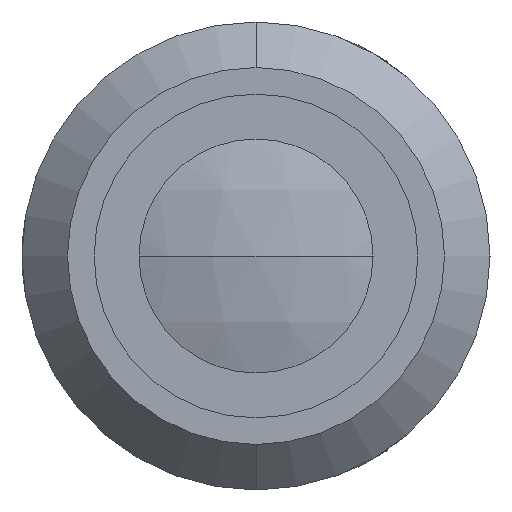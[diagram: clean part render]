
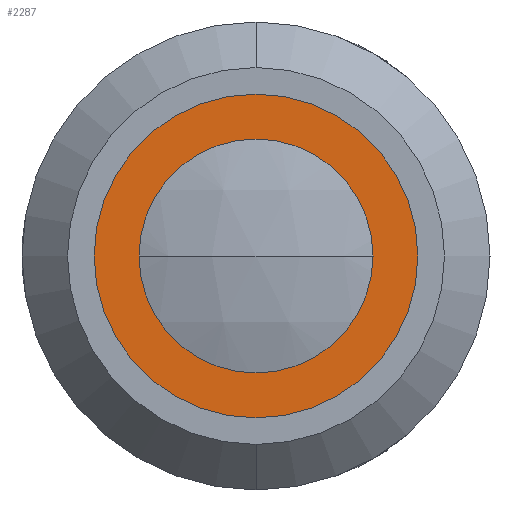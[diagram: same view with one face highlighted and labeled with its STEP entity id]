
A CAD part, left-side view. The second image highlights one B-rep face of the part: STEP entity #2287.
In plain terms, the highlighted planar face has unit normal (-1, 0, 0).
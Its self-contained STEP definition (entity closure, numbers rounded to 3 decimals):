
#158 = DIRECTION ( 'NONE',  ( 1., 0., 0. ) ) ;
#417 = DIRECTION ( 'NONE',  ( -1., 0., 0. ) ) ;
#423 = DIRECTION ( 'NONE',  ( -1., 0., 0. ) ) ;
#471 = DIRECTION ( 'NONE',  ( -1., 0., 0. ) ) ;
#473 = AXIS2_PLACEMENT_3D ( 'NONE', #1202, #471, #1892 ) ;
#478 = AXIS2_PLACEMENT_3D ( 'NONE', #3444, #417, #3123 ) ;
#539 = EDGE_CURVE ( 'NONE', #3060, #555, #3719, .T. ) ;
#552 = VERTEX_POINT ( 'NONE', #4113 ) ;
#555 = VERTEX_POINT ( 'NONE', #1894 ) ;
#572 = DIRECTION ( 'NONE',  ( -1., 0., 0. ) ) ;
#682 = ORIENTED_EDGE ( 'NONE', *, *, #2630, .T. ) ;
#897 = CIRCLE ( 'NONE', #4079, 13.2 ) ;
#1174 = AXIS2_PLACEMENT_3D ( 'NONE', #3206, #158, #3899 ) ;
#1193 = EDGE_CURVE ( 'NONE', #552, #1205, #897, .T. ) ;
#1202 = CARTESIAN_POINT ( 'NONE',  ( 3.5, 0., 0. ) ) ;
#1205 = VERTEX_POINT ( 'NONE', #1642 ) ;
#1463 = CARTESIAN_POINT ( 'NONE',  ( 3.5, 0., 0. ) ) ;
#1545 = FACE_BOUND ( 'NONE', #2952, .T. ) ;
#1642 = CARTESIAN_POINT ( 'NONE',  ( 3.5, 0., 13.2 ) ) ;
#1848 = EDGE_CURVE ( 'NONE', #555, #3060, #2394, .T. ) ;
#1871 = DIRECTION ( 'NONE',  ( 0., 0., 1. ) ) ;
#1892 = DIRECTION ( 'NONE',  ( 0., 0., 1. ) ) ;
#1894 = CARTESIAN_POINT ( 'NONE',  ( 3.5, 0., -9. ) ) ;
#1958 = AXIS2_PLACEMENT_3D ( 'NONE', #2181, #423, #1871 ) ;
#2181 = CARTESIAN_POINT ( 'NONE',  ( 3.5, 0., 0. ) ) ;
#2185 = FACE_OUTER_BOUND ( 'NONE', #3390, .T. ) ;
#2287 = ADVANCED_FACE ( 'NONE', ( #1545, #2185 ), #4212, .F. ) ;
#2394 = CIRCLE ( 'NONE', #478, 9. ) ;
#2630 = EDGE_CURVE ( 'NONE', #1205, #552, #2882, .T. ) ;
#2674 = ORIENTED_EDGE ( 'NONE', *, *, #539, .F. ) ;
#2827 = CARTESIAN_POINT ( 'NONE',  ( 3.5, 0., 9. ) ) ;
#2882 = CIRCLE ( 'NONE', #473, 13.2 ) ;
#2884 = ORIENTED_EDGE ( 'NONE', *, *, #1848, .F. ) ;
#2952 = EDGE_LOOP ( 'NONE', ( #2674, #2884 ) ) ;
#3060 = VERTEX_POINT ( 'NONE', #2827 ) ;
#3123 = DIRECTION ( 'NONE',  ( 0., 0., 1. ) ) ;
#3206 = CARTESIAN_POINT ( 'NONE',  ( 3.5, 13.2, 0. ) ) ;
#3390 = EDGE_LOOP ( 'NONE', ( #682, #4336 ) ) ;
#3444 = CARTESIAN_POINT ( 'NONE',  ( 3.5, 0., 0. ) ) ;
#3580 = DIRECTION ( 'NONE',  ( 0., 0., 1. ) ) ;
#3719 = CIRCLE ( 'NONE', #1958, 9. ) ;
#3899 = DIRECTION ( 'NONE',  ( 0., 0., -1. ) ) ;
#4079 = AXIS2_PLACEMENT_3D ( 'NONE', #1463, #572, #3580 ) ;
#4113 = CARTESIAN_POINT ( 'NONE',  ( 3.5, 0., -13.2 ) ) ;
#4212 = PLANE ( 'NONE',  #1174 ) ;
#4336 = ORIENTED_EDGE ( 'NONE', *, *, #1193, .T. ) ;
